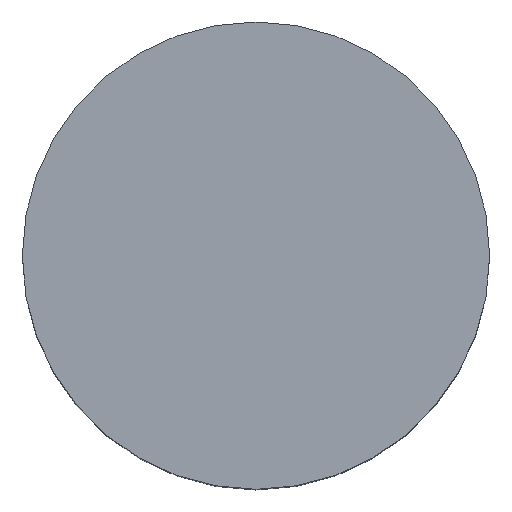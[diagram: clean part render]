
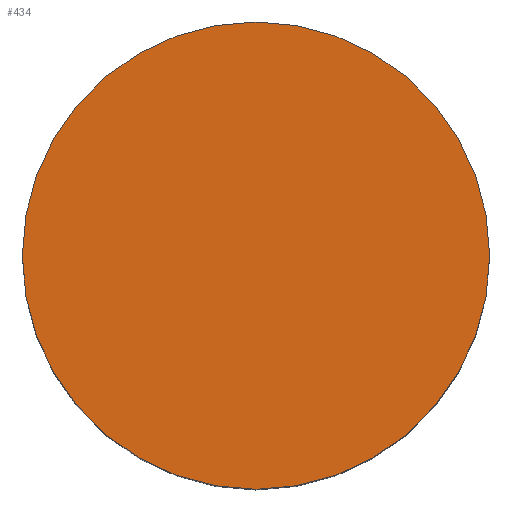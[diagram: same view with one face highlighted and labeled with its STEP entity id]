
A CAD part, top view. The second image highlights one B-rep face of the part: STEP entity #434.
In plain terms, the highlighted planar face has unit normal (0, 0, 1).
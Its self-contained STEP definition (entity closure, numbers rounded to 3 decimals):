
#333=AXIS2_PLACEMENT_3D('Circle Axis2P3D',#331,#332,$) ;
#415=AXIS2_PLACEMENT_3D('Circle Axis2P3D',#413,#414,$) ;
#428=AXIS2_PLACEMENT_3D('Plane Axis2P3D',#425,#426,#427) ;
#328=CARTESIAN_POINT('Vertex',(0.,1.2,16.5)) ;
#331=CARTESIAN_POINT('Axis2P3D Location',(1.2,1.2,16.5)) ;
#335=CARTESIAN_POINT('Vertex',(2.4,1.2,16.5)) ;
#413=CARTESIAN_POINT('Axis2P3D Location',(1.2,1.2,16.5)) ;
#425=CARTESIAN_POINT('Axis2P3D Location',(2.4,1.2,16.5)) ;
#332=DIRECTION('Axis2P3D Direction',(0.,0.,1.)) ;
#414=DIRECTION('Axis2P3D Direction',(0.,0.,1.)) ;
#426=DIRECTION('Axis2P3D Direction',(0.,0.,1.)) ;
#427=DIRECTION('Axis2P3D XDirection',(1.,0.,0.)) ;
#431=ORIENTED_EDGE('',*,*,#337,.T.) ;
#432=ORIENTED_EDGE('',*,*,#417,.T.) ;
#434=ADVANCED_FACE('Vereinigen1',(#433),#429,.T.) ;
#334=CIRCLE('generated circle',#333,1.2) ;
#416=CIRCLE('generated circle',#415,1.2) ;
#337=EDGE_CURVE('',#336,#329,#334,.T.) ;
#417=EDGE_CURVE('',#329,#336,#416,.T.) ;
#430=EDGE_LOOP('',(#431,#432)) ;
#433=FACE_OUTER_BOUND('',#430,.T.) ;
#429=PLANE('',#428) ;
#329=VERTEX_POINT('',#328) ;
#336=VERTEX_POINT('',#335) ;
